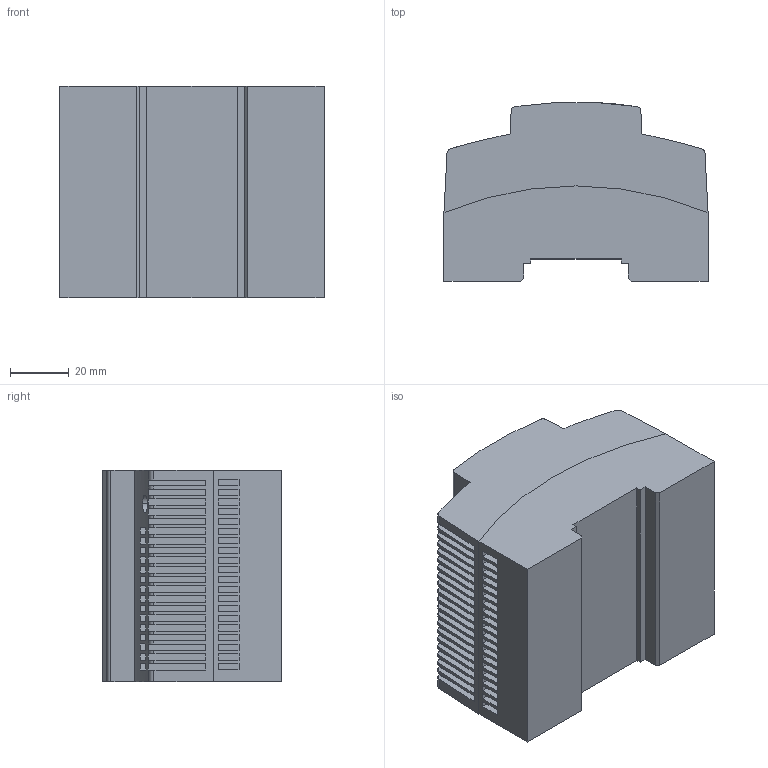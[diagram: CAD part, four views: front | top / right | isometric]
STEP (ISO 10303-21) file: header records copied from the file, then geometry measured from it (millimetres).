
FILE_DESCRIPTION(('SolidDesigner STEP Export'),'2;1');
FILE_NAME('2868651_STEP_PS_1AC_24DC_25_select.stp','2010-05-05T11:25:20',(''),(''),'CoCreate Modeling STEP processor for AP214 (Solid Model)','CoCreate Modeling 16.00A 16-Aug-2008 (C) Parametric Technology GmbH','');
FILE_SCHEMA(('AUTOMOTIVE_DESIGN { 1 0 10303 214 1 1 1 1 }'));
Length unit declared in the file: millimetre
Products named in the file (2): 2868651_STEP_PS_1AC_24DC_25_select
Assembly tree (1 placements, depth 2):
  2868651_STEP_PS_1AC_24DC_25_select
    2868651_STEP_PS_1AC_24DC_25_select
Bounding box: 90 x 60.83 x 72 mm (x, y, z)
Volume: 316524.8 mm3; surface area: 38351.6 mm2
Topology: 1 solids, 1 shells, 599 faces, 1612 edges, 1082 vertices
Faces by surface type: plane 476, cylinder 68, extrusion 55
Entity records: 25284 total; most frequent: CARTESIAN_POINT 5712, ORIENTED_EDGE 3224, DIRECTION 2664, EDGE_CURVE 1612, VECTOR 1246, LINE 1175, VERTEX_POINT 1082, AXIS2_PLACEMENT_3D 709
